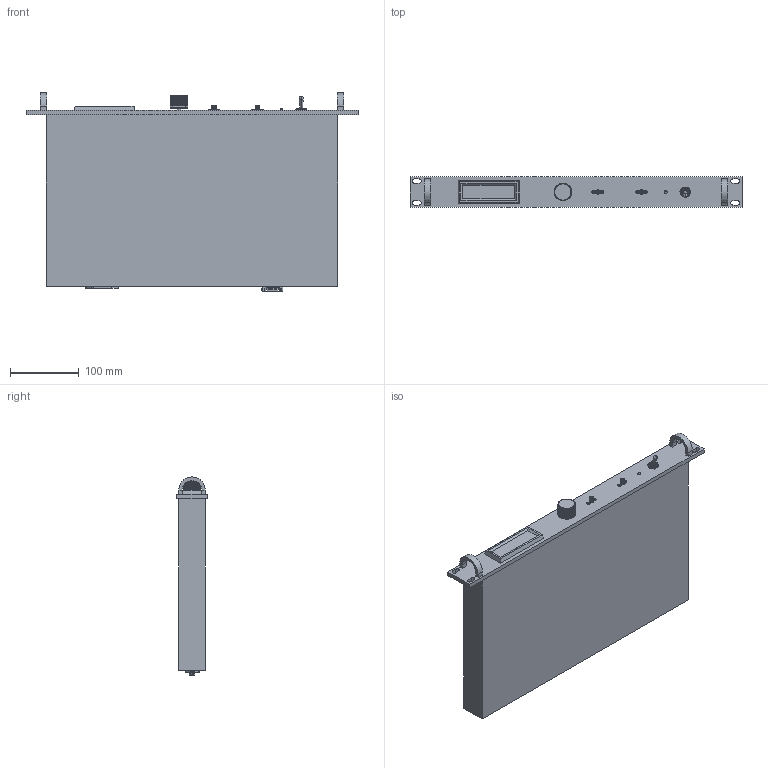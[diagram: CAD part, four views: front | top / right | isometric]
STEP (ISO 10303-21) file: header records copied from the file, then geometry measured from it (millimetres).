
FILE_DESCRIPTION (( 'STEP AP203' ), '1' );
FILE_NAME ('PE15A7000.step', '2018-09-26T15:36:48', ( '' ), ( '' ), 'SwSTEP 2.0', 'SolidWorks 2017', '' );
FILE_SCHEMA (( 'CONFIG_CONTROL_DESIGN' ));
Length unit declared in the file: inch
Products named in the file (1): PE15A7000
Bounding box: 482.6 x 43.94 x 287.83 mm (x, y, z)
Volume: 4185349.3 mm3; surface area: 296136.6 mm2
Topology: 1 solids, 13 shells, 1407 faces, 3671 edges, 2312 vertices
Faces by surface type: plane 706, cylinder 408, cone 161, sphere 50, bspline 43, torus 39
Entity records: 57415 total; most frequent: CARTESIAN_POINT 24051, ORIENTED_EDGE 7178, DIRECTION 6717, EDGE_CURVE 3589, AXIS2_PLACEMENT_3D 2474, VERTEX_POINT 2274, VECTOR 1769, LINE 1769
